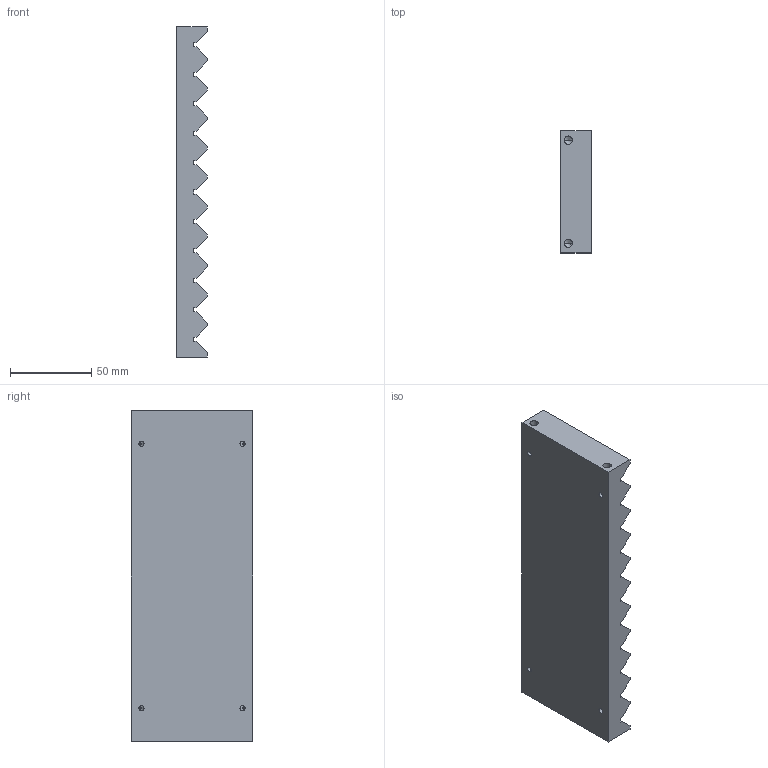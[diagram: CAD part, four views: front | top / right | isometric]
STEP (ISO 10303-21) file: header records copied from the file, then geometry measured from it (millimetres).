
FILE_DESCRIPTION (( 'STEP AP203' ), '1' );
FILE_NAME ('D1200256 Vacuum Bake Rack Front-Back 1-3in Optics aLIGO.STEP', '2012-03-01T19:42:02', ( '' ), ( '' ), 'SwSTEP 2.0', 'SolidWorks 2012', '' );
FILE_SCHEMA (( 'CONFIG_CONTROL_DESIGN' ));
Length unit declared in the file: inch
Products named in the file (1): D1200256 Vacuum Bake Rack Front-Back 1-3in Optics aLIGO
Bounding box: 19.05 x 74.93 x 203.2 mm (x, y, z)
Volume: 229927.5 mm3; surface area: 48380.1 mm2
Topology: 1 solids, 1 shells, 112 faces, 322 edges, 204 vertices
Faces by surface type: plane 72, cylinder 20, cone 20
Entity records: 3905 total; most frequent: CARTESIAN_POINT 999, ORIENTED_EDGE 612, DIRECTION 528, EDGE_CURVE 306, VECTOR 246, LINE 246, VERTEX_POINT 204, AXIS2_PLACEMENT_3D 141
